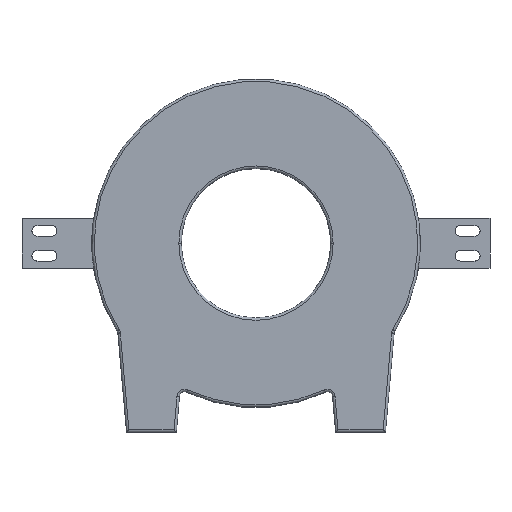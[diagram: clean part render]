
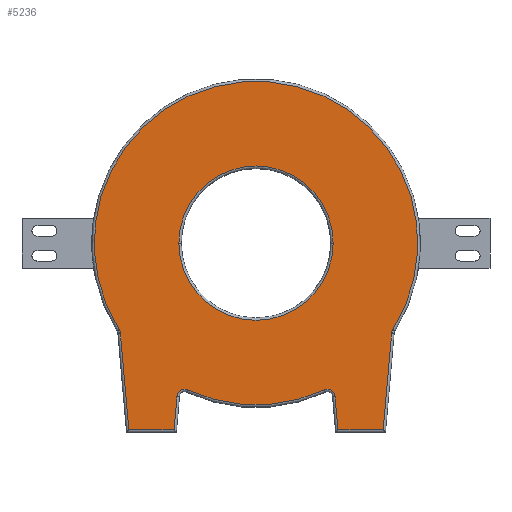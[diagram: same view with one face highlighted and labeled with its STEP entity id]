
A CAD part, top view. The second image highlights one B-rep face of the part: STEP entity #5236.
In plain terms, the highlighted planar face has unit normal (0, 0, 1).
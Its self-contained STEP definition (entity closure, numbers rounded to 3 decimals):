
#1715=CARTESIAN_POINT('',(0.,0.,55.));
#1716=DIRECTION('',(0.,0.,-1.));
#1717=DIRECTION('',(1.,0.,0.));
#1718=AXIS2_PLACEMENT_3D('',#1715,#1716,#1717);
#1723=CARTESIAN_POINT('',(0.,0.,55.));
#1724=DIRECTION('',(0.,0.,-1.));
#1725=DIRECTION('',(-1.,0.,0.));
#1726=AXIS2_PLACEMENT_3D('',#1723,#1724,#1725);
#1731=DIRECTION('',(0.087,0.996,0.));
#1732=VECTOR('',#1731,97.685);
#1733=CARTESIAN_POINT('',(127.709,-187.5,55.));
#1734=LINE('',#1733,#1732);
#1738=DIRECTION('',(1.,0.,0.));
#1739=VECTOR('',#1738,45.418);
#1740=CARTESIAN_POINT('',(82.291,-187.5,55.));
#1741=LINE('',#1740,#1739);
#1745=DIRECTION('',(0.087,-0.996,0.));
#1746=VECTOR('',#1745,34.208);
#1747=CARTESIAN_POINT('',(79.309,-153.422,55.));
#1748=LINE('',#1747,#1746);
#1752=CARTESIAN_POINT('',(71.838,-154.076,55.));
#1753=DIRECTION('',(0.,0.,-1.));
#1754=DIRECTION('',(-0.423,0.906,0.));
#1755=AXIS2_PLACEMENT_3D('',#1752,#1753,#1754);
#1760=CARTESIAN_POINT('',(0.,0.,55.));
#1761=DIRECTION('',(0.,0.,1.));
#1762=DIRECTION('',(-0.423,-0.906,0.));
#1763=AXIS2_PLACEMENT_3D('',#1760,#1761,#1762);
#1768=CARTESIAN_POINT('',(-71.838,-154.076,55.));
#1769=DIRECTION('',(0.,0.,-1.));
#1770=DIRECTION('',(-0.996,0.087,0.));
#1771=AXIS2_PLACEMENT_3D('',#1768,#1769,#1770);
#1776=DIRECTION('',(0.087,0.996,0.));
#1777=VECTOR('',#1776,34.208);
#1778=CARTESIAN_POINT('',(-82.291,-187.5,55.));
#1779=LINE('',#1778,#1777);
#1783=DIRECTION('',(1.,0.,0.));
#1784=VECTOR('',#1783,45.418);
#1785=CARTESIAN_POINT('',(-127.709,-187.5,55.));
#1786=LINE('',#1785,#1784);
#1790=DIRECTION('',(0.087,-0.996,0.));
#1791=VECTOR('',#1790,97.685);
#1792=CARTESIAN_POINT('',(-136.223,-90.186,55.));
#1793=LINE('',#1792,#1791);
#1852=CARTESIAN_POINT('',(0.,0.,55.));
#1853=DIRECTION('',(0.,0.,1.));
#1854=DIRECTION('',(0.845,-0.534,0.));
#1855=AXIS2_PLACEMENT_3D('',#1852,#1853,#1854);
#1860=CARTESIAN_POINT('',(-143.694,-90.84,55.));
#1861=DIRECTION('',(0.,0.,-1.));
#1862=DIRECTION('',(0.845,0.534,0.));
#1863=AXIS2_PLACEMENT_3D('',#1860,#1861,#1862);
#3204=CARTESIAN_POINT('',(143.694,-90.84,55.));
#3205=DIRECTION('',(0.,0.,-1.));
#3206=DIRECTION('',(-0.996,0.087,0.));
#3207=AXIS2_PLACEMENT_3D('',#3204,#3205,#3206);
#4868=CARTESIAN_POINT('',(-127.709,-187.5,55.));
#4869=CARTESIAN_POINT('',(-82.291,-187.5,55.));
#4870=VERTEX_POINT('',#4868);
#4871=VERTEX_POINT('',#4869);
#4876=CARTESIAN_POINT('',(79.309,-153.422,55.));
#4877=CARTESIAN_POINT('',(82.291,-187.5,55.));
#4878=VERTEX_POINT('',#4876);
#4879=VERTEX_POINT('',#4877);
#4880=CARTESIAN_POINT('',(68.669,-147.278,55.));
#4881=VERTEX_POINT('',#4880);
#4884=CARTESIAN_POINT('',(-68.669,-147.278,55.));
#4885=VERTEX_POINT('',#4884);
#4888=CARTESIAN_POINT('',(-79.309,-153.422,55.));
#4889=VERTEX_POINT('',#4888);
#4894=CARTESIAN_POINT('',(127.709,-187.5,55.));
#4895=VERTEX_POINT('',#4894);
#4896=CARTESIAN_POINT('',(77.5,0.,55.));
#4897=CARTESIAN_POINT('',(-77.5,0.,55.));
#4898=VERTEX_POINT('',#4896);
#4899=VERTEX_POINT('',#4897);
#4956=CARTESIAN_POINT('',(-137.355,-86.832,55.));
#4957=VERTEX_POINT('',#4956);
#4958=CARTESIAN_POINT('',(-136.223,-90.186,55.));
#4959=VERTEX_POINT('',#4958);
#4972=CARTESIAN_POINT('',(136.223,-90.186,55.));
#4973=VERTEX_POINT('',#4972);
#4974=CARTESIAN_POINT('',(137.355,-86.832,55.));
#4975=VERTEX_POINT('',#4974);
#5200=CARTESIAN_POINT('',(0.,0.,55.));
#5201=DIRECTION('',(0.,0.,1.));
#5202=DIRECTION('',(1.,0.,0.));
#5203=AXIS2_PLACEMENT_3D('',#5200,#5201,#5202);
#5204=PLANE('',#5203);
#5206=ORIENTED_EDGE('',*,*,#5205,.F.);
#5208=ORIENTED_EDGE('',*,*,#5207,.F.);
#5210=ORIENTED_EDGE('',*,*,#5209,.F.);
#5212=ORIENTED_EDGE('',*,*,#5211,.F.);
#5214=ORIENTED_EDGE('',*,*,#5213,.F.);
#5216=ORIENTED_EDGE('',*,*,#5215,.F.);
#5218=ORIENTED_EDGE('',*,*,#5217,.F.);
#5220=ORIENTED_EDGE('',*,*,#5219,.F.);
#5222=ORIENTED_EDGE('',*,*,#5221,.F.);
#5224=ORIENTED_EDGE('',*,*,#5223,.F.);
#5226=ORIENTED_EDGE('',*,*,#5225,.F.);
#5228=ORIENTED_EDGE('',*,*,#5227,.F.);
#5229=EDGE_LOOP('',(#5206,#5208,#5210,#5212,#5214,#5216,#5218,#5220,#5222,#5224,
#5226,#5228));
#5230=FACE_OUTER_BOUND('',#5229,.F.);
#5231=ORIENTED_EDGE('',*,*,#5178,.F.);
#5233=ORIENTED_EDGE('',*,*,#5232,.F.);
#5234=EDGE_LOOP('',(#5231,#5233));
#5235=FACE_BOUND('',#5234,.F.);
#1719=CIRCLE('',#1718,77.5);
#1727=CIRCLE('',#1726,77.5);
#1756=CIRCLE('',#1755,7.5);
#1764=CIRCLE('',#1763,162.5);
#1772=CIRCLE('',#1771,7.5);
#1856=CIRCLE('',#1855,162.5);
#1864=CIRCLE('',#1863,7.5);
#3208=CIRCLE('',#3207,7.5);
#5178=EDGE_CURVE('',#4898,#4899,#1719,.T.);
#5205=EDGE_CURVE('',#4975,#4957,#1856,.T.);
#5207=EDGE_CURVE('',#4973,#4975,#3208,.T.);
#5209=EDGE_CURVE('',#4895,#4973,#1734,.T.);
#5211=EDGE_CURVE('',#4879,#4895,#1741,.T.);
#5213=EDGE_CURVE('',#4878,#4879,#1748,.T.);
#5215=EDGE_CURVE('',#4881,#4878,#1756,.T.);
#5217=EDGE_CURVE('',#4885,#4881,#1764,.T.);
#5219=EDGE_CURVE('',#4889,#4885,#1772,.T.);
#5221=EDGE_CURVE('',#4871,#4889,#1779,.T.);
#5223=EDGE_CURVE('',#4870,#4871,#1786,.T.);
#5225=EDGE_CURVE('',#4959,#4870,#1793,.T.);
#5227=EDGE_CURVE('',#4957,#4959,#1864,.T.);
#5232=EDGE_CURVE('',#4899,#4898,#1727,.T.);
#5236=ADVANCED_FACE('',(#5230,#5235),#5204,.T.);
